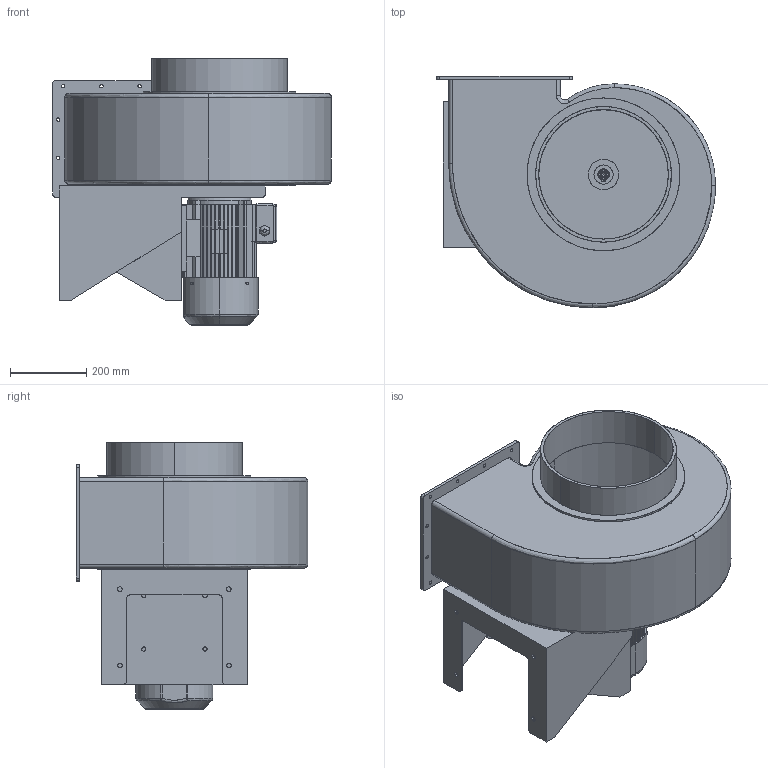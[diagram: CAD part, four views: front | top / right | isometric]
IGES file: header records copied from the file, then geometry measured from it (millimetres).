
Start section: SolidWorks IGES file using analytic representation for surfaces
Global section: file name: Assieme 350.IGS; native system: SolidWorks 2018; preprocessor: SolidWorks 2018; author: girelli; date: 220328.164819; units: millimetre
Bounding box: 730 x 606 x 698.5 mm (x, y, z)
Surface area: 4182874.7 mm2 (no closed solid volume)
Topology: 0 solids, 0 shells, 560 faces, 7351 edges, 7349 vertices
Faces by surface type: bspline 283, revolution 277
